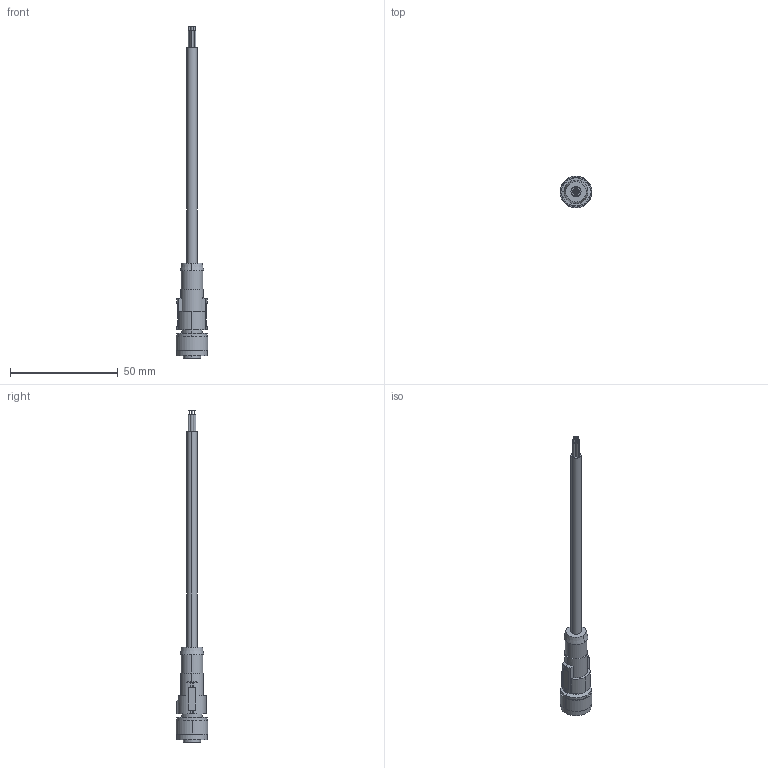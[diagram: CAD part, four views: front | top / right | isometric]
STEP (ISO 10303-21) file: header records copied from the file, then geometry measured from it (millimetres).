
FILE_DESCRIPTION (( 'STEP AP214' ), '1' );
FILE_NAME ('1668108_SAC_4P_1.5_PUR_M12FS-select.stp.STEP', '2024-10-09T10:46:00', ( '' ), ( '' ), 'SwSTEP 2.0', 'SolidWorks 2024', '' );
FILE_SCHEMA (( 'AUTOMOTIVE_DESIGN' ));
Length unit declared in the file: millimetre
Products named in the file (1): 1668108_SAC_4P_1.5_PUR_M12FS-select.stp
Bounding box: 14.79 x 14.79 x 154 mm (x, y, z)
Volume: 6439.2 mm3; surface area: 4367 mm2
Topology: 1 solids, 1 shells, 136 faces, 331 edges, 218 vertices
Faces by surface type: cylinder 67, plane 53, cone 16
Entity records: 4560 total; most frequent: CARTESIAN_POINT 1214, DIRECTION 743, ORIENTED_EDGE 662, EDGE_CURVE 331, AXIS2_PLACEMENT_3D 295, VERTEX_POINT 218, CIRCLE 158, EDGE_LOOP 157
